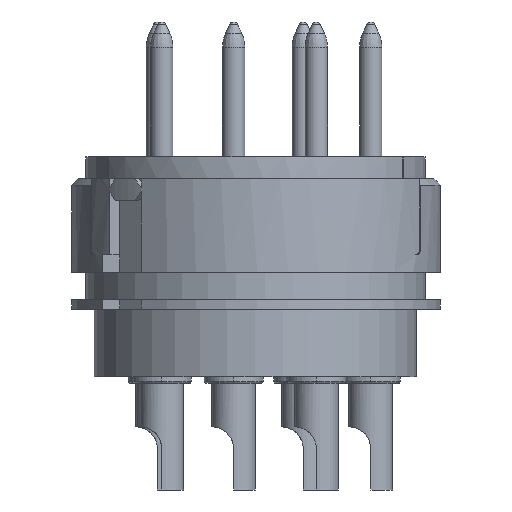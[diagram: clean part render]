
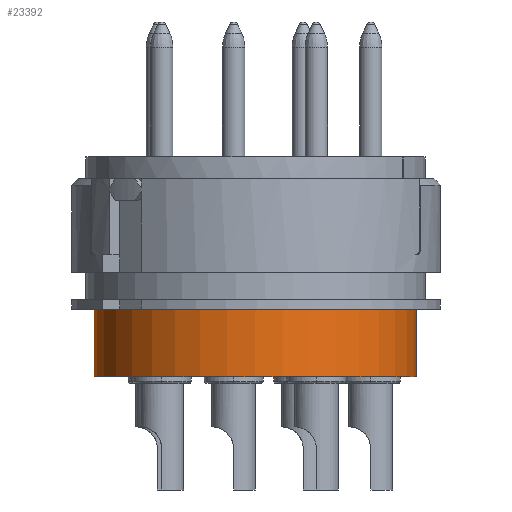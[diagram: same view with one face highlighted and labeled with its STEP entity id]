
A CAD part, left-side view. The second image highlights one B-rep face of the part: STEP entity #23392.
In plain terms, the highlighted cylindrical face has radius 7.4 mm (diameter 14.8 mm), a partial arc.
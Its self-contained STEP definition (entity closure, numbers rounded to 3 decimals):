
#1500=DIRECTION('',(0.,0.,-1.));
#1501=VECTOR('',#1500,3.1);
#1502=CARTESIAN_POINT('',(0.,-7.4,-2.5));
#1503=LINE('',#1502,#1501);
#1504=DIRECTION('',(0.,0.,-1.));
#1505=VECTOR('',#1504,3.1);
#1506=CARTESIAN_POINT('',(0.,7.4,-2.5));
#1507=LINE('',#1506,#1505);
#1508=CARTESIAN_POINT('',(0.,0.,-2.5));
#1509=DIRECTION('',(0.,0.,-1.));
#1510=DIRECTION('',(0.,-1.,0.));
#1511=AXIS2_PLACEMENT_3D('',#1508,#1509,#1510);
#1513=CARTESIAN_POINT('',(0.,0.,-5.6));
#1514=DIRECTION('',(0.,0.,-1.));
#1515=DIRECTION('',(0.,-1.,0.));
#1516=AXIS2_PLACEMENT_3D('',#1513,#1514,#1515);
#16504=CARTESIAN_POINT('',(0.,-7.4,-2.5));
#16505=CARTESIAN_POINT('',(0.,-7.4,-5.6));
#16506=VERTEX_POINT('',#16504);
#16507=VERTEX_POINT('',#16505);
#16508=CARTESIAN_POINT('',(0.,7.4,-2.5));
#16509=CARTESIAN_POINT('',(0.,7.4,-5.6));
#16510=VERTEX_POINT('',#16508);
#16511=VERTEX_POINT('',#16509);
#23380=CARTESIAN_POINT('',(0.,0.,-6.105));
#23381=DIRECTION('',(0.,0.,1.));
#23382=DIRECTION('',(0.,1.,0.));
#23383=AXIS2_PLACEMENT_3D('',#23380,#23381,#23382);
#23384=CYLINDRICAL_SURFACE('',#23383,7.4);
#23385=ORIENTED_EDGE('',*,*,#23370,.T.);
#23387=ORIENTED_EDGE('',*,*,#23386,.T.);
#23388=ORIENTED_EDGE('',*,*,#23373,.F.);
#23389=ORIENTED_EDGE('',*,*,#23217,.F.);
#23390=EDGE_LOOP('',(#23385,#23387,#23388,#23389));
#23391=FACE_OUTER_BOUND('',#23390,.F.);
#1512=CIRCLE('',#1511,7.4);
#1517=CIRCLE('',#1516,7.4);
#23217=EDGE_CURVE('',#16506,#16510,#1512,.T.);
#23370=EDGE_CURVE('',#16506,#16507,#1503,.T.);
#23373=EDGE_CURVE('',#16510,#16511,#1507,.T.);
#23386=EDGE_CURVE('',#16507,#16511,#1517,.T.);
#23392=ADVANCED_FACE('',(#23391),#23384,.T.);
